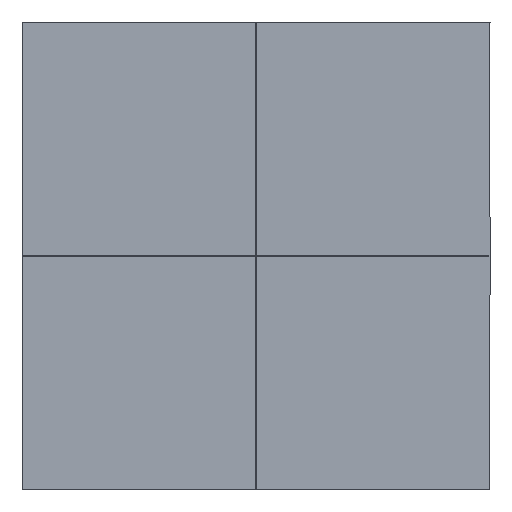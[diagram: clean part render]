
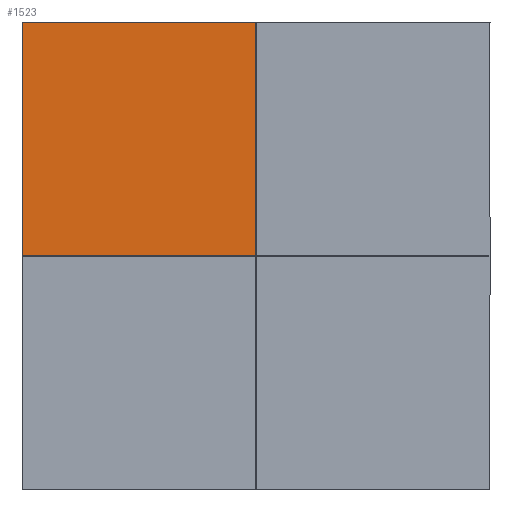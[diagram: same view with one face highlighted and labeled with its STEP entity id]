
A CAD part, left-side view. The second image highlights one B-rep face of the part: STEP entity #1523.
In plain terms, the highlighted planar face has unit normal (-1, 0, 0).
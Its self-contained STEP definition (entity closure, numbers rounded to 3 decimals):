
#31 = VERTEX_POINT ( 'NONE', #804 ) ;
#100 = VERTEX_POINT ( 'NONE', #291 ) ;
#104 = EDGE_CURVE ( 'NONE', #683, #100, #877, .T. ) ;
#106 = DIRECTION ( 'NONE',  ( 0., 1., 0. ) ) ;
#162 = ORIENTED_EDGE ( 'NONE', *, *, #1619, .T. ) ;
#202 = ORIENTED_EDGE ( 'NONE', *, *, #104, .F. ) ;
#233 = CARTESIAN_POINT ( 'NONE',  ( -5., 0.02, 0.02 ) ) ;
#255 = CARTESIAN_POINT ( 'NONE',  ( -5., 5., 5. ) ) ;
#291 = CARTESIAN_POINT ( 'NONE',  ( -5., 0.02, 5. ) ) ;
#293 = EDGE_LOOP ( 'NONE', ( #202, #162, #785, #510 ) ) ;
#406 = CARTESIAN_POINT ( 'NONE',  ( -5., 5., 5. ) ) ;
#427 = LINE ( 'NONE', #1168, #1031 ) ;
#489 = VECTOR ( 'NONE', #581, 1000. ) ;
#496 = DIRECTION ( 'NONE',  ( 0., 0., -1. ) ) ;
#510 = ORIENTED_EDGE ( 'NONE', *, *, #1720, .F. ) ;
#581 = DIRECTION ( 'NONE',  ( 0., 0., -1. ) ) ;
#683 = VERTEX_POINT ( 'NONE', #255 ) ;
#762 = EDGE_CURVE ( 'NONE', #31, #1104, #427, .T. ) ;
#785 = ORIENTED_EDGE ( 'NONE', *, *, #762, .F. ) ;
#804 = CARTESIAN_POINT ( 'NONE',  ( -5., 0.02, 0.02 ) ) ;
#835 = DIRECTION ( 'NONE',  ( 1., 0., 0. ) ) ;
#877 = LINE ( 'NONE', #1326, #1303 ) ;
#884 = AXIS2_PLACEMENT_3D ( 'NONE', #406, #835, #993 ) ;
#993 = DIRECTION ( 'NONE',  ( 0., 0., -1. ) ) ;
#1031 = VECTOR ( 'NONE', #106, 1000. ) ;
#1104 = VERTEX_POINT ( 'NONE', #1261 ) ;
#1168 = CARTESIAN_POINT ( 'NONE',  ( -5., 5., 0.02 ) ) ;
#1190 = VECTOR ( 'NONE', #496, 1000. ) ;
#1261 = CARTESIAN_POINT ( 'NONE',  ( -5., 5., 0.02 ) ) ;
#1288 = FACE_OUTER_BOUND ( 'NONE', #293, .T. ) ;
#1303 = VECTOR ( 'NONE', #1335, 1000. ) ;
#1326 = CARTESIAN_POINT ( 'NONE',  ( -5., 5., 5. ) ) ;
#1335 = DIRECTION ( 'NONE',  ( 0., -1., 0. ) ) ;
#1375 = LINE ( 'NONE', #233, #1190 ) ;
#1449 = LINE ( 'NONE', #1763, #489 ) ;
#1523 = ADVANCED_FACE ( 'NONE', ( #1288 ), #1717, .F. ) ;
#1619 = EDGE_CURVE ( 'NONE', #683, #1104, #1449, .T. ) ;
#1717 = PLANE ( 'NONE',  #884 ) ;
#1720 = EDGE_CURVE ( 'NONE', #100, #31, #1375, .T. ) ;
#1763 = CARTESIAN_POINT ( 'NONE',  ( -5., 5., 5. ) ) ;
